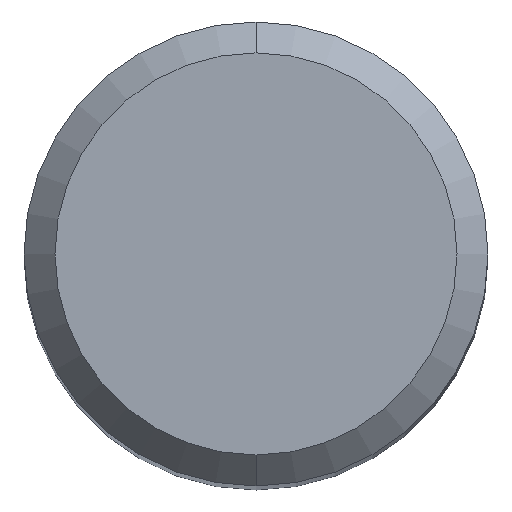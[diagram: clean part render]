
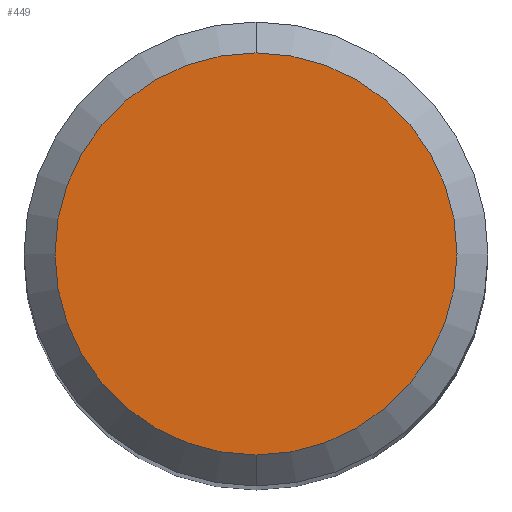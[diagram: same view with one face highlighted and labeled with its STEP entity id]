
A CAD part, top view. The second image highlights one B-rep face of the part: STEP entity #449.
In plain terms, the highlighted planar face has unit normal (0, 0, 1).
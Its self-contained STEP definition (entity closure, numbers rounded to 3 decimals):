
#321=VERTEX_POINT('',#656);
#357=EDGE_CURVE('',#321,#373,#699,.T.);
#371=EDGE_CURVE('',#373,#321,#715,.T.);
#373=VERTEX_POINT('',#717);
#449=ADVANCED_FACE('',(#796),#797,.T.);
#656=CARTESIAN_POINT('',(0.,-2.6,0.0));
#699=CIRCLE('',#1193,2.6);
#715=CIRCLE('',#1212,2.6);
#717=CARTESIAN_POINT('',(0.0,2.6,0.0));
#796=FACE_OUTER_BOUND('',#1406,.T.);
#797=PLANE('',#1407);
#1193=AXIS2_PLACEMENT_3D('',#1749,#1750,#1751);
#1212=AXIS2_PLACEMENT_3D('',#1772,#1773,#1774);
#1406=EDGE_LOOP('',(#1832,#1833));
#1407=AXIS2_PLACEMENT_3D('',#1834,#1835,#1836);
#1749=CARTESIAN_POINT('',(0.0,0.0,0.0));
#1750=DIRECTION('',(0.0,0.0,-1.0));
#1751=DIRECTION('',(0.0,1.0,0.0));
#1772=CARTESIAN_POINT('',(0.0,0.0,0.0));
#1773=DIRECTION('',(0.0,0.0,-1.0));
#1774=DIRECTION('',(0.0,1.0,0.0));
#1832=ORIENTED_EDGE('',*,*,#371,.F.);
#1833=ORIENTED_EDGE('',*,*,#357,.F.);
#1834=CARTESIAN_POINT('',(0.0,1.3,0.0));
#1835=DIRECTION('',(-0.0,0.0,1.0));
#1836=DIRECTION('',(0.0,-1.0,0.0));
